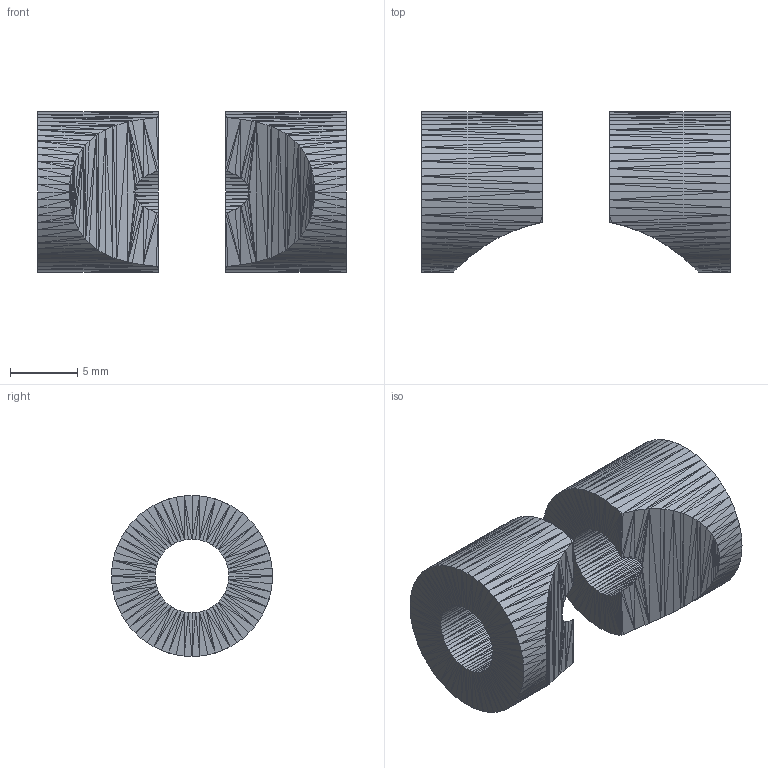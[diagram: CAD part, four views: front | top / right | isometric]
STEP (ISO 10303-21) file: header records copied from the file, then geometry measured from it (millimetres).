
FILE_DESCRIPTION(('FreeCAD Model'),'2;1');
FILE_NAME('cosmic_screw_2.step', '2020-10-19T16:39:31',('Author'),(''), 'Open CASCADE STEP processor 7.3','FreeCAD','Unknown');
FILE_SCHEMA(('AUTOMOTIVE_DESIGN { 1 0 10303 214 1 1 1 1 }'));
Length unit declared in the file: millimetre
Products named in the file (1): cosmic_screw_2001
Bounding box: 23 x 12 x 12 mm (x, y, z)
Surface area: 1266.4 mm2 (no closed solid volume)
Topology: 0 solids, 2 shells, 1096 faces, 1644 edges, 548 vertices
Faces by surface type: plane 1096
Entity records: 41140 total; most frequent: CARTESIAN_POINT 8221, DIRECTION 5482, ORIENTED_EDGE 3288, LINE 3288, VECTOR 3288, PCURVE 3288, DEFINITIONAL_REPRESENTATION 3288, EDGE_CURVE 1644
